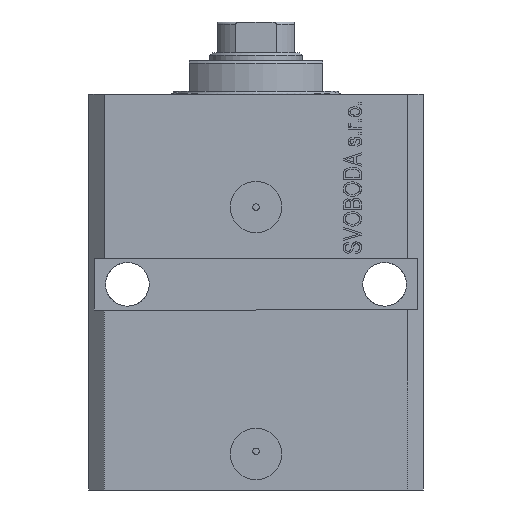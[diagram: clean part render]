
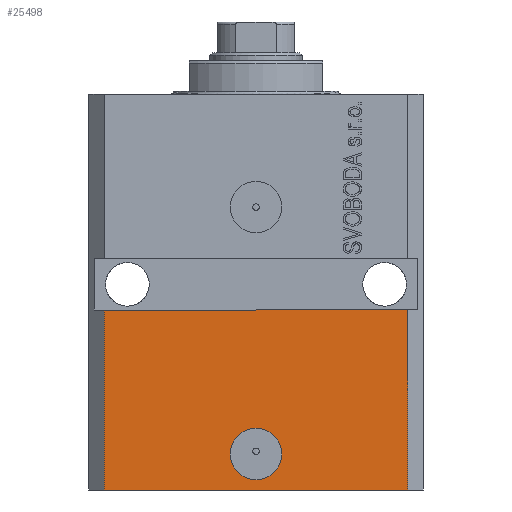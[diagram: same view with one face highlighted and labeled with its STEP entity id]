
A CAD part, front view. The second image highlights one B-rep face of the part: STEP entity #25498.
In plain terms, the highlighted planar face has unit normal (0, -1, 0).
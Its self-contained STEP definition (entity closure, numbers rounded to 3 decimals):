
#49 = LINE ( 'NONE', #10520, #21698 ) ;
#778 = DIRECTION ( 'NONE',  ( 0., -1., 0. ) ) ;
#848 = DIRECTION ( 'NONE',  ( 1., 0., 0. ) ) ;
#1311 = EDGE_CURVE ( 'NONE', #40846, #43492, #20842, .T. ) ;
#2925 = VERTEX_POINT ( 'NONE', #26744 ) ;
#3366 = LINE ( 'NONE', #29060, #20180 ) ;
#3472 = VERTEX_POINT ( 'NONE', #8601 ) ;
#3502 = ORIENTED_EDGE ( 'NONE', *, *, #4271, .F. ) ;
#3748 = DIRECTION ( 'NONE',  ( 1., 0., 0. ) ) ;
#4257 = FACE_BOUND ( 'NONE', #30946, .T. ) ;
#4271 = EDGE_CURVE ( 'NONE', #2925, #11270, #11192, .T. ) ;
#5177 = VERTEX_POINT ( 'NONE', #35115 ) ;
#8601 = CARTESIAN_POINT ( 'NONE',  ( -29.5, -22.5, -77. ) ) ;
#10407 = VECTOR ( 'NONE', #41750, 1000. ) ;
#10520 = CARTESIAN_POINT ( 'NONE',  ( 29.5, -22.5, -77. ) ) ;
#10641 = FACE_OUTER_BOUND ( 'NONE', #38614, .T. ) ;
#11192 = CIRCLE ( 'NONE', #43135, 5. ) ;
#11270 = VERTEX_POINT ( 'NONE', #39730 ) ;
#15229 = DIRECTION ( 'NONE',  ( 0., 0., 1. ) ) ;
#15331 = CARTESIAN_POINT ( 'NONE',  ( 29.5, -22.5, -42. ) ) ;
#18137 = DIRECTION ( 'NONE',  ( 1., 0., 0. ) ) ;
#20180 = VECTOR ( 'NONE', #848, 1000. ) ;
#20842 = LINE ( 'NONE', #27895, #10407 ) ;
#20956 = CIRCLE ( 'NONE', #40556, 5. ) ;
#21698 = VECTOR ( 'NONE', #24387, 1000. ) ;
#21987 = PLANE ( 'NONE',  #33551 ) ;
#24387 = DIRECTION ( 'NONE',  ( 0., 0., 1. ) ) ;
#25498 = ADVANCED_FACE ( 'NONE', ( #4257, #10641 ), #21987, .T. ) ;
#26744 = CARTESIAN_POINT ( 'NONE',  ( 5., -22.5, -70. ) ) ;
#26937 = ORIENTED_EDGE ( 'NONE', *, *, #42629, .F. ) ;
#27895 = CARTESIAN_POINT ( 'NONE',  ( -32.5, -22.5, -42. ) ) ;
#28389 = DIRECTION ( 'NONE',  ( 0., -1., 0. ) ) ;
#28421 = ORIENTED_EDGE ( 'NONE', *, *, #43950, .F. ) ;
#28886 = CARTESIAN_POINT ( 'NONE',  ( -29.5, -22.5, -77. ) ) ;
#29060 = CARTESIAN_POINT ( 'NONE',  ( -29.5, -22.5, -77. ) ) ;
#30946 = EDGE_LOOP ( 'NONE', ( #3502, #26937 ) ) ;
#32119 = ORIENTED_EDGE ( 'NONE', *, *, #40034, .T. ) ;
#33551 = AXIS2_PLACEMENT_3D ( 'NONE', #35190, #28389, #18137 ) ;
#33721 = DIRECTION ( 'NONE',  ( 1., 0., 0. ) ) ;
#35115 = CARTESIAN_POINT ( 'NONE',  ( 29.5, -22.5, -77. ) ) ;
#35190 = CARTESIAN_POINT ( 'NONE',  ( -29.5, -22.5, -77. ) ) ;
#38551 = CARTESIAN_POINT ( 'NONE',  ( 0., -22.5, -70. ) ) ;
#38614 = EDGE_LOOP ( 'NONE', ( #44073, #28421, #32119, #39237 ) ) ;
#39237 = ORIENTED_EDGE ( 'NONE', *, *, #42918, .T. ) ;
#39730 = CARTESIAN_POINT ( 'NONE',  ( -5., -22.5, -70. ) ) ;
#40034 = EDGE_CURVE ( 'NONE', #3472, #5177, #3366, .T. ) ;
#40323 = DIRECTION ( 'NONE',  ( 0., -1., 0. ) ) ;
#40556 = AXIS2_PLACEMENT_3D ( 'NONE', #38551, #778, #3748 ) ;
#40846 = VERTEX_POINT ( 'NONE', #41239 ) ;
#41239 = CARTESIAN_POINT ( 'NONE',  ( -29.5, -22.5, -42. ) ) ;
#41750 = DIRECTION ( 'NONE',  ( 1., 0., 0. ) ) ;
#42054 = VECTOR ( 'NONE', #15229, 1000. ) ;
#42629 = EDGE_CURVE ( 'NONE', #11270, #2925, #20956, .T. ) ;
#42918 = EDGE_CURVE ( 'NONE', #5177, #43492, #49, .T. ) ;
#42949 = LINE ( 'NONE', #28886, #42054 ) ;
#43135 = AXIS2_PLACEMENT_3D ( 'NONE', #43720, #40323, #33721 ) ;
#43492 = VERTEX_POINT ( 'NONE', #15331 ) ;
#43720 = CARTESIAN_POINT ( 'NONE',  ( 0., -22.5, -70. ) ) ;
#43950 = EDGE_CURVE ( 'NONE', #3472, #40846, #42949, .T. ) ;
#44073 = ORIENTED_EDGE ( 'NONE', *, *, #1311, .F. ) ;
